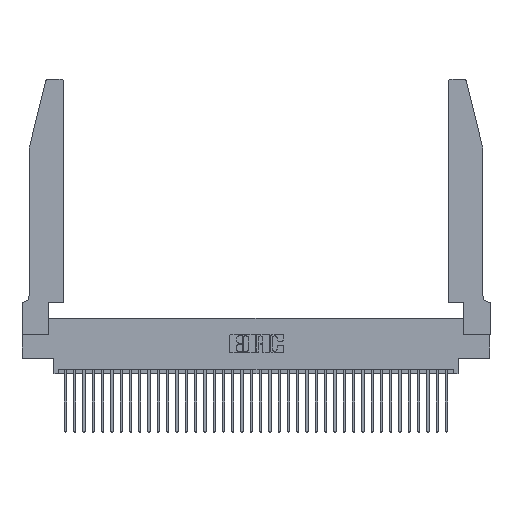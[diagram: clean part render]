
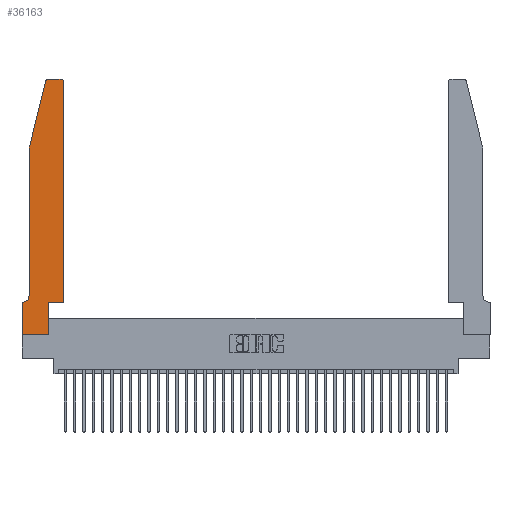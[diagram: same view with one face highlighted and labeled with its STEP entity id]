
A CAD part, top view. The second image highlights one B-rep face of the part: STEP entity #36163.
In plain terms, the highlighted planar face has unit normal (0, 0, 1).
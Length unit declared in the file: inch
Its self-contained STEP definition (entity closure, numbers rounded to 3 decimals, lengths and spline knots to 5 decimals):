
#87 = DIRECTION ( 'NONE',  ( 0., 1., 0. ) ) ;
#153 = CARTESIAN_POINT ( 'NONE',  ( 0.4505, 0.35, 0.37 ) ) ;
#199 = EDGE_CURVE ( 'NONE', #15243, #19514, #24378, .T. ) ;
#891 = PLANE ( 'NONE',  #3981 ) ;
#1317 = VECTOR ( 'NONE', #20623, 39.37008 ) ;
#1633 = CARTESIAN_POINT ( 'NONE',  ( 0.0755, 2., 0.37 ) ) ;
#1775 = DIRECTION ( 'NONE',  ( 0., 0., -1. ) ) ;
#2261 = LINE ( 'NONE', #8713, #1317 ) ;
#2582 = ORIENTED_EDGE ( 'NONE', *, *, #9288, .T. ) ;
#2736 = VECTOR ( 'NONE', #11406, 39.37008 ) ;
#2740 = CARTESIAN_POINT ( 'NONE',  ( 0.4505, 0.35, 0.37 ) ) ;
#3163 = DIRECTION ( 'NONE',  ( 1., 0., 0. ) ) ;
#3455 = AXIS2_PLACEMENT_3D ( 'NONE', #6200, #26773, #9186 ) ;
#3751 = VERTEX_POINT ( 'NONE', #28313 ) ;
#3792 = CARTESIAN_POINT ( 'NONE',  ( 0., 0.35, 0.37 ) ) ;
#3922 = DIRECTION ( 'NONE',  ( 1., 0., 0. ) ) ;
#3981 = AXIS2_PLACEMENT_3D ( 'NONE', #3792, #21675, #3922 ) ;
#4369 = ORIENTED_EDGE ( 'NONE', *, *, #12898, .T. ) ;
#4790 = EDGE_CURVE ( 'NONE', #26441, #6696, #12185, .T. ) ;
#5252 = CARTESIAN_POINT ( 'NONE',  ( 0., 0.35, 0.37 ) ) ;
#5907 = CIRCLE ( 'NONE', #21582, 0.03 ) ;
#6008 = LINE ( 'NONE', #153, #20853 ) ;
#6150 = ORIENTED_EDGE ( 'NONE', *, *, #12321, .T. ) ;
#6200 = CARTESIAN_POINT ( 'NONE',  ( 0.4205, 2.72, 0.37 ) ) ;
#6696 = VERTEX_POINT ( 'NONE', #22530 ) ;
#6738 = VECTOR ( 'NONE', #29202, 39.37008 ) ;
#7367 = CARTESIAN_POINT ( 'NONE',  ( 0.2865, 0., 0.37 ) ) ;
#7664 = LINE ( 'NONE', #2740, #6738 ) ;
#7716 = VECTOR ( 'NONE', #12108, 39.37008 ) ;
#8070 = VECTOR ( 'NONE', #87, 39.37008 ) ;
#8713 = CARTESIAN_POINT ( 'NONE',  ( 0.0755, 0.35, 0.37 ) ) ;
#8849 = DIRECTION ( 'NONE',  ( 0., 0., 1. ) ) ;
#9038 = CARTESIAN_POINT ( 'NONE',  ( 0.284, 2.75, 0.37 ) ) ;
#9099 = CARTESIAN_POINT ( 'NONE',  ( 0.0755, 2., 0.37 ) ) ;
#9186 = DIRECTION ( 'NONE',  ( 1., 0., 0. ) ) ;
#9288 = EDGE_CURVE ( 'NONE', #35460, #24173, #33899, .T. ) ;
#9417 = EDGE_CURVE ( 'NONE', #28346, #18150, #6008, .T. ) ;
#9748 = DIRECTION ( 'NONE',  ( 0., -1., 0. ) ) ;
#10300 = FACE_OUTER_BOUND ( 'NONE', #16255, .T. ) ;
#11406 = DIRECTION ( 'NONE',  ( -1., 0., 0. ) ) ;
#11595 = EDGE_CURVE ( 'NONE', #24173, #26441, #5907, .T. ) ;
#12108 = DIRECTION ( 'NONE',  ( 0., -1., 0. ) ) ;
#12185 = LINE ( 'NONE', #1633, #26811 ) ;
#12299 = ORIENTED_EDGE ( 'NONE', *, *, #9417, .T. ) ;
#12321 = EDGE_CURVE ( 'NONE', #3751, #35460, #36397, .T. ) ;
#12581 = CARTESIAN_POINT ( 'NONE',  ( 0.4505, 0.35, 0.37 ) ) ;
#12815 = CARTESIAN_POINT ( 'NONE',  ( 0.2865, 0.35, 0.37 ) ) ;
#12898 = EDGE_CURVE ( 'NONE', #18150, #3751, #7664, .T. ) ;
#13660 = ORIENTED_EDGE ( 'NONE', *, *, #34446, .T. ) ;
#13937 = EDGE_CURVE ( 'NONE', #29846, #28346, #30468, .T. ) ;
#14486 = ORIENTED_EDGE ( 'NONE', *, *, #20462, .T. ) ;
#15243 = VERTEX_POINT ( 'NONE', #5252 ) ;
#15570 = ORIENTED_EDGE ( 'NONE', *, *, #11595, .T. ) ;
#15690 = LINE ( 'NONE', #9099, #7716 ) ;
#16001 = VECTOR ( 'NONE', #36321, 39.37008 ) ;
#16255 = EDGE_LOOP ( 'NONE', ( #2582, #15570, #22929, #14486, #26491, #27762, #22381, #13660, #29567, #12299, #4369, #6150 ) ) ;
#16626 = VECTOR ( 'NONE', #9748, 39.37008 ) ;
#17464 = VERTEX_POINT ( 'NONE', #17568 ) ;
#17568 = CARTESIAN_POINT ( 'NONE',  ( 0.0755, 0.42, 0.37 ) ) ;
#17966 = CARTESIAN_POINT ( 'NONE',  ( 0.2865, 0.35, 0.37 ) ) ;
#18150 = VERTEX_POINT ( 'NONE', #12581 ) ;
#19514 = VERTEX_POINT ( 'NONE', #30341 ) ;
#19619 = CARTESIAN_POINT ( 'NONE',  ( 0.0055, 0.42, 0.37 ) ) ;
#20233 = EDGE_CURVE ( 'NONE', #17464, #33780, #30588, .T. ) ;
#20462 = EDGE_CURVE ( 'NONE', #6696, #17464, #15690, .T. ) ;
#20623 = DIRECTION ( 'NONE',  ( -1., 0., 0. ) ) ;
#20853 = VECTOR ( 'NONE', #3163, 39.37008 ) ;
#21582 = AXIS2_PLACEMENT_3D ( 'NONE', #26445, #8849, #29291 ) ;
#21675 = DIRECTION ( 'NONE',  ( 0., 0., 1. ) ) ;
#22381 = ORIENTED_EDGE ( 'NONE', *, *, #199, .T. ) ;
#22530 = CARTESIAN_POINT ( 'NONE',  ( 0.0755, 2., 0.37 ) ) ;
#22540 = DIRECTION ( 'NONE',  ( -1., 0., 0. ) ) ;
#22929 = ORIENTED_EDGE ( 'NONE', *, *, #4790, .T. ) ;
#23452 = AXIS2_PLACEMENT_3D ( 'NONE', #19619, #1775, #22540 ) ;
#23831 = CARTESIAN_POINT ( 'NONE',  ( 0.25487, 2.72718, 0.37 ) ) ;
#24173 = VERTEX_POINT ( 'NONE', #9038 ) ;
#24378 = LINE ( 'NONE', #32799, #16626 ) ;
#24652 = LINE ( 'NONE', #33458, #16001 ) ;
#25117 = CARTESIAN_POINT ( 'NONE',  ( 0.0055, 0.35, 0.37 ) ) ;
#25182 = DIRECTION ( 'NONE',  ( -0.239, -0.971, 0. ) ) ;
#25987 = CARTESIAN_POINT ( 'NONE',  ( 0.2605, 2.75, 0.37 ) ) ;
#26441 = VERTEX_POINT ( 'NONE', #23831 ) ;
#26445 = CARTESIAN_POINT ( 'NONE',  ( 0.284, 2.72, 0.37 ) ) ;
#26491 = ORIENTED_EDGE ( 'NONE', *, *, #20233, .T. ) ;
#26761 = CARTESIAN_POINT ( 'NONE',  ( 0.4205, 2.75, 0.37 ) ) ;
#26773 = DIRECTION ( 'NONE',  ( 0., 0., 1. ) ) ;
#26811 = VECTOR ( 'NONE', #25182, 39.37008 ) ;
#27762 = ORIENTED_EDGE ( 'NONE', *, *, #37087, .T. ) ;
#28313 = CARTESIAN_POINT ( 'NONE',  ( 0.4505, 2.72, 0.37 ) ) ;
#28346 = VERTEX_POINT ( 'NONE', #12815 ) ;
#29202 = DIRECTION ( 'NONE',  ( 0., 1., 0. ) ) ;
#29291 = DIRECTION ( 'NONE',  ( 1., 0., 0. ) ) ;
#29567 = ORIENTED_EDGE ( 'NONE', *, *, #13937, .T. ) ;
#29846 = VERTEX_POINT ( 'NONE', #7367 ) ;
#30341 = CARTESIAN_POINT ( 'NONE',  ( 0., 0., 0.37 ) ) ;
#30468 = LINE ( 'NONE', #17966, #8070 ) ;
#30588 = CIRCLE ( 'NONE', #23452, 0.07 ) ;
#32799 = CARTESIAN_POINT ( 'NONE',  ( 0., 0., 0.37 ) ) ;
#33458 = CARTESIAN_POINT ( 'NONE',  ( 0., 0., 0.37 ) ) ;
#33780 = VERTEX_POINT ( 'NONE', #25117 ) ;
#33899 = LINE ( 'NONE', #25987, #2736 ) ;
#34446 = EDGE_CURVE ( 'NONE', #19514, #29846, #24652, .T. ) ;
#35460 = VERTEX_POINT ( 'NONE', #26761 ) ;
#36163 = ADVANCED_FACE ( 'NONE', ( #10300 ), #891, .T. ) ;
#36321 = DIRECTION ( 'NONE',  ( 1., 0., 0. ) ) ;
#36397 = CIRCLE ( 'NONE', #3455, 0.03 ) ;
#37087 = EDGE_CURVE ( 'NONE', #33780, #15243, #2261, .T. ) ;
